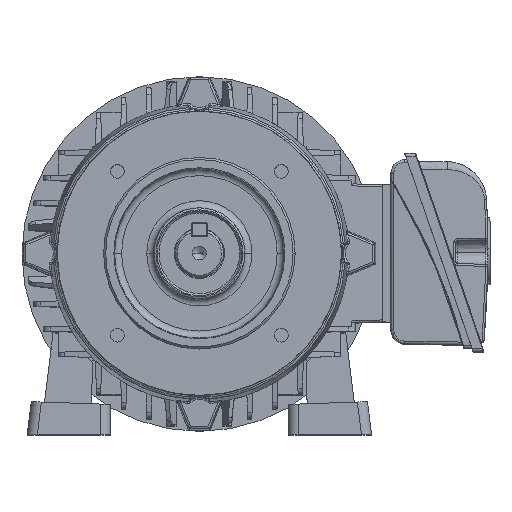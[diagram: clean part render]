
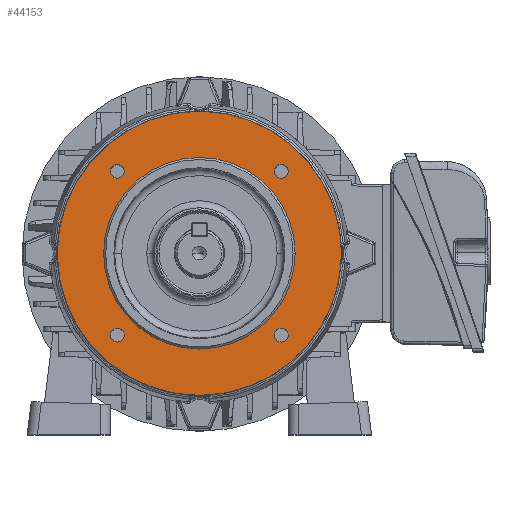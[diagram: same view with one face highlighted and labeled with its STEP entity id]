
A CAD part, top view. The second image highlights one B-rep face of the part: STEP entity #44153.
In plain terms, the highlighted planar face has unit normal (0, 0, 1).
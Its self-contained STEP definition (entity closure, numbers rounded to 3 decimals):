
#448 = EDGE_CURVE ( 'NONE', #40943, #32267, #33516, .T. ) ;
#945 = CARTESIAN_POINT ( 'NONE',  ( -44.059, 40.659, 7.1 ) ) ;
#1479 = DIRECTION ( 'NONE',  ( 1., 0., 0. ) ) ;
#1496 = CARTESIAN_POINT ( 'NONE',  ( 44.059, -40.659, 7.1 ) ) ;
#1537 = AXIS2_PLACEMENT_3D ( 'NONE', #5808, #30204, #1479 ) ;
#2127 = DIRECTION ( 'NONE',  ( 0., 0., 1. ) ) ;
#3493 = CARTESIAN_POINT ( 'NONE',  ( 40.659, -40.659, 7.1 ) ) ;
#4031 = CARTESIAN_POINT ( 'NONE',  ( 0., 0., 7.1 ) ) ;
#4389 = CIRCLE ( 'NONE', #36986, 3.4 ) ;
#4879 = AXIS2_PLACEMENT_3D ( 'NONE', #3493, #27298, #46094 ) ;
#4881 = AXIS2_PLACEMENT_3D ( 'NONE', #52428, #10197, #38615 ) ;
#5244 = DIRECTION ( 'NONE',  ( 0., 0., 1. ) ) ;
#5808 = CARTESIAN_POINT ( 'NONE',  ( -40.659, -40.659, 7.1 ) ) ;
#5998 = ORIENTED_EDGE ( 'NONE', *, *, #17149, .F. ) ;
#6250 = FACE_OUTER_BOUND ( 'NONE', #7470, .T. ) ;
#6558 = DIRECTION ( 'NONE',  ( 1., 0., 0. ) ) ;
#6850 = DIRECTION ( 'NONE',  ( 0., 0., 1. ) ) ;
#6884 = EDGE_LOOP ( 'NONE', ( #9066, #39066 ) ) ;
#7470 = EDGE_LOOP ( 'NONE', ( #34045, #15947 ) ) ;
#7674 = DIRECTION ( 'NONE',  ( 1., 0., 0. ) ) ;
#7683 = DIRECTION ( 'NONE',  ( 0., 0., 1. ) ) ;
#8087 = EDGE_CURVE ( 'NONE', #60637, #23835, #42709, .T. ) ;
#8469 = DIRECTION ( 'NONE',  ( 0., 0., 1. ) ) ;
#9066 = ORIENTED_EDGE ( 'NONE', *, *, #34731, .F. ) ;
#10197 = DIRECTION ( 'NONE',  ( 0., 0., 1. ) ) ;
#10931 = CARTESIAN_POINT ( 'NONE',  ( 37.259, -40.659, 7.1 ) ) ;
#12043 = ORIENTED_EDGE ( 'NONE', *, *, #39459, .F. ) ;
#14497 = CIRCLE ( 'NONE', #56826, 3.4 ) ;
#14542 = CARTESIAN_POINT ( 'NONE',  ( -40.659, 40.659, 7.1 ) ) ;
#14834 = VERTEX_POINT ( 'NONE', #42677 ) ;
#15706 = EDGE_CURVE ( 'NONE', #28595, #50663, #23636, .T. ) ;
#15947 = ORIENTED_EDGE ( 'NONE', *, *, #55637, .T. ) ;
#16416 = CIRCLE ( 'NONE', #50858, 3.4 ) ;
#17104 = CIRCLE ( 'NONE', #28943, 3.4 ) ;
#17149 = EDGE_CURVE ( 'NONE', #43803, #14834, #28647, .T. ) ;
#17255 = CARTESIAN_POINT ( 'NONE',  ( -40.659, -40.659, 7.1 ) ) ;
#17914 = DIRECTION ( 'NONE',  ( 0., 0., 1. ) ) ;
#18564 = DIRECTION ( 'NONE',  ( 1., 0., 0. ) ) ;
#19173 = ORIENTED_EDGE ( 'NONE', *, *, #8087, .F. ) ;
#19832 = FACE_BOUND ( 'NONE', #57303, .T. ) ;
#20104 = AXIS2_PLACEMENT_3D ( 'NONE', #31149, #49945, #7674 ) ;
#21752 = DIRECTION ( 'NONE',  ( 1., 0., 0. ) ) ;
#21952 = CARTESIAN_POINT ( 'NONE',  ( 44.059, 40.659, 7.1 ) ) ;
#22137 = CARTESIAN_POINT ( 'NONE',  ( 0., 0., 7.1 ) ) ;
#23474 = EDGE_LOOP ( 'NONE', ( #59589, #12043 ) ) ;
#23636 = CIRCLE ( 'NONE', #4879, 3.4 ) ;
#23835 = VERTEX_POINT ( 'NONE', #50874 ) ;
#25320 = DIRECTION ( 'NONE',  ( 1., 0., 0. ) ) ;
#26537 = DIRECTION ( 'NONE',  ( 1., 0., 0. ) ) ;
#26725 = EDGE_CURVE ( 'NONE', #14834, #43803, #32140, .T. ) ;
#27005 = EDGE_CURVE ( 'NONE', #50663, #28595, #16416, .T. ) ;
#27298 = DIRECTION ( 'NONE',  ( 0., 0., 1. ) ) ;
#27316 = ORIENTED_EDGE ( 'NONE', *, *, #15706, .F. ) ;
#28595 = VERTEX_POINT ( 'NONE', #1496 ) ;
#28647 = CIRCLE ( 'NONE', #29726, 47.5 ) ;
#28943 = AXIS2_PLACEMENT_3D ( 'NONE', #48739, #2127, #25320 ) ;
#29726 = AXIS2_PLACEMENT_3D ( 'NONE', #4031, #5244, #42330 ) ;
#29843 = VERTEX_POINT ( 'NONE', #21952 ) ;
#30204 = DIRECTION ( 'NONE',  ( 0., 0., 1. ) ) ;
#31149 = CARTESIAN_POINT ( 'NONE',  ( 40.659, 40.659, 7.1 ) ) ;
#31937 = CARTESIAN_POINT ( 'NONE',  ( 0., 0., 7.1 ) ) ;
#32140 = CIRCLE ( 'NONE', #57723, 47.5 ) ;
#32267 = VERTEX_POINT ( 'NONE', #36790 ) ;
#33516 = CIRCLE ( 'NONE', #4881, 70.526 ) ;
#33745 = PLANE ( 'NONE',  #45248 ) ;
#34045 = ORIENTED_EDGE ( 'NONE', *, *, #448, .T. ) ;
#34731 = EDGE_CURVE ( 'NONE', #29843, #60231, #53590, .T. ) ;
#35686 = EDGE_CURVE ( 'NONE', #56127, #57097, #4389, .T. ) ;
#36790 = CARTESIAN_POINT ( 'NONE',  ( 70.526, 0., 7.1 ) ) ;
#36986 = AXIS2_PLACEMENT_3D ( 'NONE', #17255, #7683, #26537 ) ;
#38381 = FACE_BOUND ( 'NONE', #50878, .T. ) ;
#38615 = DIRECTION ( 'NONE',  ( 1., 0., 0. ) ) ;
#39066 = ORIENTED_EDGE ( 'NONE', *, *, #58207, .F. ) ;
#39459 = EDGE_CURVE ( 'NONE', #57097, #56127, #57804, .T. ) ;
#40748 = AXIS2_PLACEMENT_3D ( 'NONE', #14542, #42043, #18564 ) ;
#40943 = VERTEX_POINT ( 'NONE', #58170 ) ;
#41403 = CARTESIAN_POINT ( 'NONE',  ( 40.659, 40.659, 7.1 ) ) ;
#41958 = CIRCLE ( 'NONE', #52733, 70.526 ) ;
#42043 = DIRECTION ( 'NONE',  ( 0., 0., 1. ) ) ;
#42330 = DIRECTION ( 'NONE',  ( 1., 0., 0. ) ) ;
#42677 = CARTESIAN_POINT ( 'NONE',  ( 47.5, 0., 7.1 ) ) ;
#42709 = CIRCLE ( 'NONE', #40748, 3.4 ) ;
#43238 = CARTESIAN_POINT ( 'NONE',  ( -37.259, -40.659, 7.1 ) ) ;
#43803 = VERTEX_POINT ( 'NONE', #48593 ) ;
#44153 = ADVANCED_FACE ( 'NONE', ( #19832, #57747, #52510, #52824, #38381, #6250 ), #33745, .T. ) ;
#45211 = CARTESIAN_POINT ( 'NONE',  ( 40.659, -40.659, 7.1 ) ) ;
#45248 = AXIS2_PLACEMENT_3D ( 'NONE', #53130, #6850, #6558 ) ;
#46094 = DIRECTION ( 'NONE',  ( 1., 0., 0. ) ) ;
#46117 = DIRECTION ( 'NONE',  ( 1., 0., 0. ) ) ;
#46241 = ORIENTED_EDGE ( 'NONE', *, *, #27005, .F. ) ;
#48247 = EDGE_LOOP ( 'NONE', ( #27316, #46241 ) ) ;
#48593 = CARTESIAN_POINT ( 'NONE',  ( -47.5, 0., 7.1 ) ) ;
#48739 = CARTESIAN_POINT ( 'NONE',  ( -40.659, 40.659, 7.1 ) ) ;
#49207 = DIRECTION ( 'NONE',  ( 0., 0., 1. ) ) ;
#49945 = DIRECTION ( 'NONE',  ( 0., 0., 1. ) ) ;
#50499 = DIRECTION ( 'NONE',  ( 1., 0., 0. ) ) ;
#50663 = VERTEX_POINT ( 'NONE', #10931 ) ;
#50858 = AXIS2_PLACEMENT_3D ( 'NONE', #45211, #49207, #21752 ) ;
#50874 = CARTESIAN_POINT ( 'NONE',  ( -37.259, 40.659, 7.1 ) ) ;
#50878 = EDGE_LOOP ( 'NONE', ( #50888, #5998 ) ) ;
#50888 = ORIENTED_EDGE ( 'NONE', *, *, #26725, .F. ) ;
#52428 = CARTESIAN_POINT ( 'NONE',  ( 0., 0., 7.1 ) ) ;
#52510 = FACE_BOUND ( 'NONE', #23474, .T. ) ;
#52572 = ORIENTED_EDGE ( 'NONE', *, *, #52942, .F. ) ;
#52733 = AXIS2_PLACEMENT_3D ( 'NONE', #31937, #8469, #46117 ) ;
#52824 = FACE_BOUND ( 'NONE', #48247, .T. ) ;
#52942 = EDGE_CURVE ( 'NONE', #23835, #60637, #17104, .T. ) ;
#53130 = CARTESIAN_POINT ( 'NONE',  ( 0., 80., 7.1 ) ) ;
#53590 = CIRCLE ( 'NONE', #20104, 3.4 ) ;
#55102 = DIRECTION ( 'NONE',  ( 0., 0., 1. ) ) ;
#55513 = DIRECTION ( 'NONE',  ( 1., 0., 0. ) ) ;
#55637 = EDGE_CURVE ( 'NONE', #32267, #40943, #41958, .T. ) ;
#55961 = CARTESIAN_POINT ( 'NONE',  ( 37.259, 40.659, 7.1 ) ) ;
#56127 = VERTEX_POINT ( 'NONE', #43238 ) ;
#56826 = AXIS2_PLACEMENT_3D ( 'NONE', #41403, #17914, #55513 ) ;
#57080 = CARTESIAN_POINT ( 'NONE',  ( -44.059, -40.659, 7.1 ) ) ;
#57097 = VERTEX_POINT ( 'NONE', #57080 ) ;
#57303 = EDGE_LOOP ( 'NONE', ( #52572, #19173 ) ) ;
#57723 = AXIS2_PLACEMENT_3D ( 'NONE', #22137, #55102, #50499 ) ;
#57747 = FACE_BOUND ( 'NONE', #6884, .T. ) ;
#57804 = CIRCLE ( 'NONE', #1537, 3.4 ) ;
#58170 = CARTESIAN_POINT ( 'NONE',  ( -70.526, 0., 7.1 ) ) ;
#58207 = EDGE_CURVE ( 'NONE', #60231, #29843, #14497, .T. ) ;
#59589 = ORIENTED_EDGE ( 'NONE', *, *, #35686, .F. ) ;
#60231 = VERTEX_POINT ( 'NONE', #55961 ) ;
#60637 = VERTEX_POINT ( 'NONE', #945 ) ;
